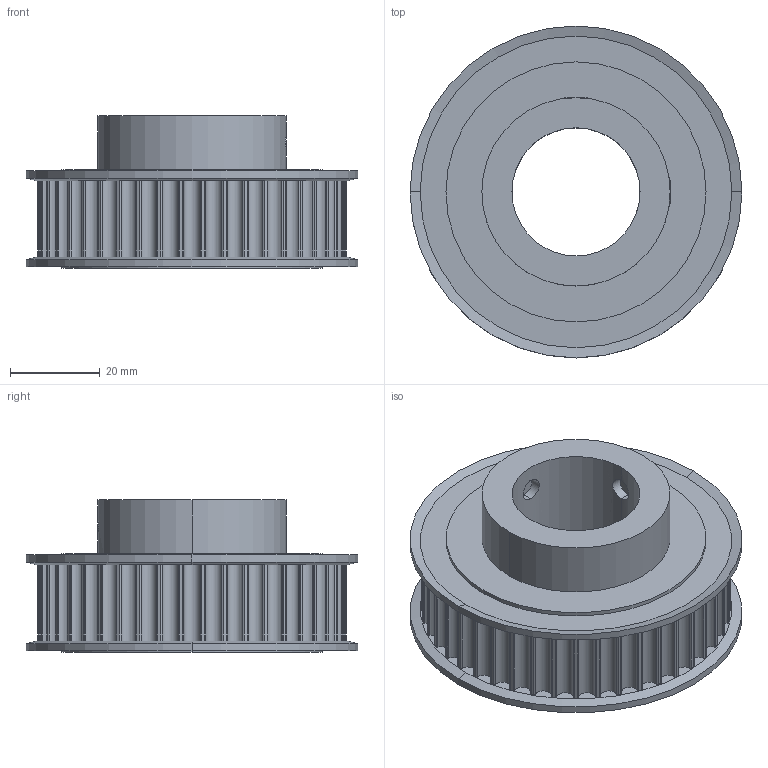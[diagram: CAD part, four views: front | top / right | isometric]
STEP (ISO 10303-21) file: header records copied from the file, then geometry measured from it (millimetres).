
FILE_DESCRIPTION (( 'STEP AP203' ), '1' );
FILE_NAME ('A44-5M15-SS-1125.step', '2023-08-24T19:21:49', ( '' ), ( '' ), 'SwSTEP 2.0', 'SolidWorks 2021', '' );
FILE_SCHEMA (( 'CONFIG_CONTROL_DESIGN' ));
Length unit declared in the file: millimetre
Products named in the file (1): A44-5M15-SS-1125
Bounding box: 74 x 74 x 34 mm (x, y, z)
Volume: 72244.6 mm3; surface area: 24923.4 mm2
Topology: 5 solids, 5 shells, 302 faces, 829 edges, 536 vertices
Faces by surface type: cylinder 243, cone 34, plane 25
Entity records: 10228 total; most frequent: CARTESIAN_POINT 2078, DIRECTION 1901, ORIENTED_EDGE 1650, EDGE_CURVE 825, AXIS2_PLACEMENT_3D 811, VERTEX_POINT 536, CIRCLE 508, EDGE_LOOP 315
